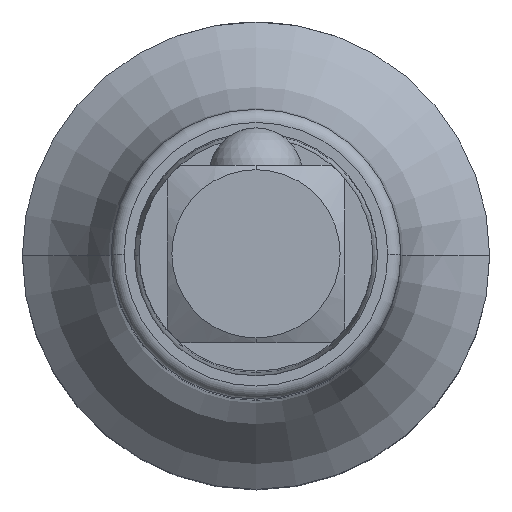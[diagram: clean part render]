
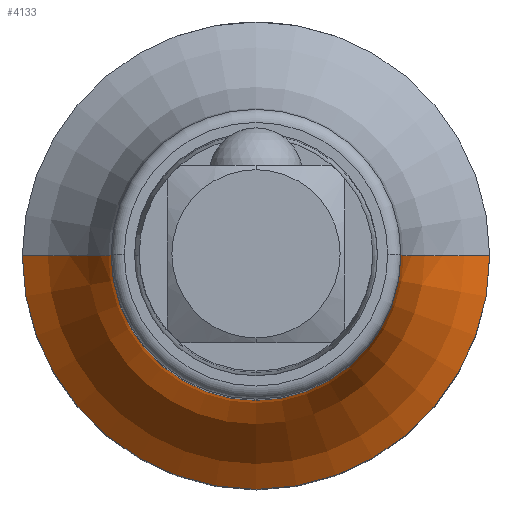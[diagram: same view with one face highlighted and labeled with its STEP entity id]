
A CAD part, top view. The second image highlights one B-rep face of the part: STEP entity #4133.
In plain terms, the highlighted toroidal (fillet/blend) face has major radius 17.75 mm and minor radius 10 mm.
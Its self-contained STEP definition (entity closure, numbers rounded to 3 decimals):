
#3643=CARTESIAN_POINT('',(0.,0.,18.4));
#3644=DIRECTION('',(0.,0.,1.));
#3645=DIRECTION('',(1.,0.,0.));
#3646=AXIS2_PLACEMENT_3D('',#3643,#3644,#3645);
#3651=CARTESIAN_POINT('',(17.75,0.,
26.911));
#3652=DIRECTION('',(0.,1.,0.));
#3653=DIRECTION('',(-0.525,0.,-0.851));
#3654=AXIS2_PLACEMENT_3D('',#3651,#3652,#3653);
#3659=CARTESIAN_POINT('',(-17.75,0.,
26.911));
#3660=DIRECTION('',(0.,-1.,0.));
#3661=DIRECTION('',(0.525,0.,-0.851));
#3662=AXIS2_PLACEMENT_3D('',#3659,#3660,#3661);
#3824=CARTESIAN_POINT('',(0.,0.,26.911));
#3825=DIRECTION('',(0.,0.,1.));
#3826=DIRECTION('',(1.,0.,0.));
#3827=AXIS2_PLACEMENT_3D('',#3824,#3825,#3826);
#3839=CARTESIAN_POINT('',(-12.5,0.,18.4));
#3840=CARTESIAN_POINT('',(12.5,0.,18.4));
#3841=VERTEX_POINT('',#3839);
#3842=VERTEX_POINT('',#3840);
#3843=CARTESIAN_POINT('',(-7.75,0.,26.911));
#3844=CARTESIAN_POINT('',(7.75,0.,26.911));
#3845=VERTEX_POINT('',#3843);
#3846=VERTEX_POINT('',#3844);
#4119=CARTESIAN_POINT('',(0.,0.,26.911));
#4120=DIRECTION('',(0.,0.,1.));
#4121=DIRECTION('',(1.,0.,0.));
#4122=AXIS2_PLACEMENT_3D('',#4119,#4120,#4121);
#4123=TOROIDAL_SURFACE('',#4122,17.75,10.);
#4124=ORIENTED_EDGE('',*,*,#4113,.F.);
#4126=ORIENTED_EDGE('',*,*,#4125,.T.);
#4128=ORIENTED_EDGE('',*,*,#4127,.T.);
#4130=ORIENTED_EDGE('',*,*,#4129,.F.);
#4131=EDGE_LOOP('',(#4124,#4126,#4128,#4130));
#4132=FACE_OUTER_BOUND('',#4131,.F.);
#4133=ADVANCED_FACE('',(#4132),#4123,.F.);
#3647=CIRCLE('',#3646,12.5);
#3655=CIRCLE('',#3654,10.);
#3663=CIRCLE('',#3662,10.);
#3828=CIRCLE('',#3827,7.75);
#4113=EDGE_CURVE('',#3842,#3841,#3647,.T.);
#4125=EDGE_CURVE('',#3842,#3846,#3655,.T.);
#4127=EDGE_CURVE('',#3846,#3845,#3828,.T.);
#4129=EDGE_CURVE('',#3841,#3845,#3663,.T.);
